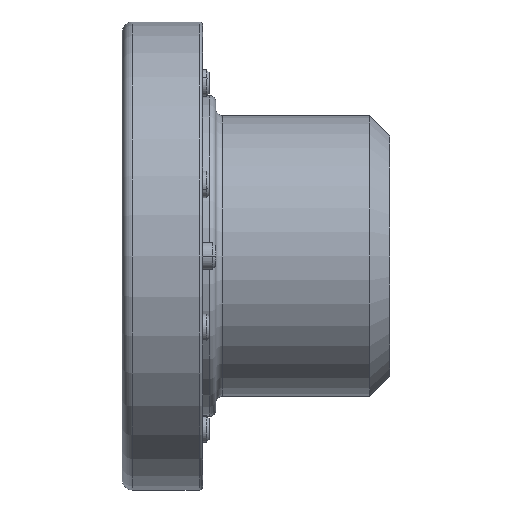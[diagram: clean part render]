
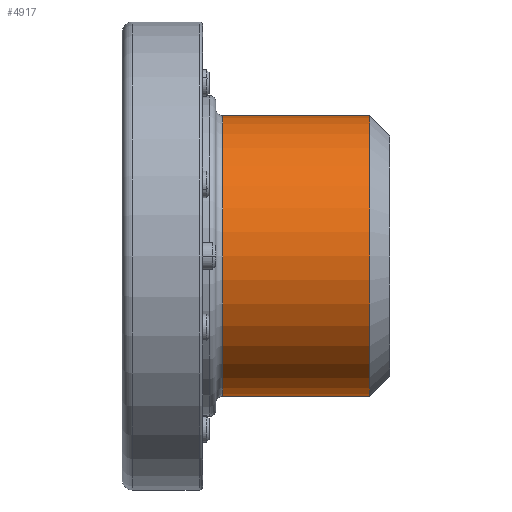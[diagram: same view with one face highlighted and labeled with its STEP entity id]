
A CAD part, left-side view. The second image highlights one B-rep face of the part: STEP entity #4917.
In plain terms, the highlighted cylindrical face has radius 21 mm (diameter 42 mm), a partial arc.
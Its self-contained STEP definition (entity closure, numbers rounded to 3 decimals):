
#652 = VERTEX_POINT ( 'NONE', #3767 ) ;
#812 = EDGE_CURVE ( 'NONE', #3324, #652, #4896, .T. ) ;
#894 = LINE ( 'NONE', #3821, #5392 ) ;
#922 = DIRECTION ( 'NONE',  ( 0., -1., 0. ) ) ;
#1110 = EDGE_CURVE ( 'NONE', #7395, #652, #5867, .T. ) ;
#1500 = CARTESIAN_POINT ( 'NONE',  ( 0., -29., 0. ) ) ;
#1503 = VECTOR ( 'NONE', #922, 1000. ) ;
#1917 = DIRECTION ( 'NONE',  ( 0., -1., 0. ) ) ;
#1943 = FACE_OUTER_BOUND ( 'NONE', #2642, .T. ) ;
#1970 = ORIENTED_EDGE ( 'NONE', *, *, #812, .T. ) ;
#2093 = CARTESIAN_POINT ( 'NONE',  ( 0., 0., 0. ) ) ;
#2189 = EDGE_CURVE ( 'NONE', #7395, #6630, #6595, .T. ) ;
#2642 = EDGE_LOOP ( 'NONE', ( #6188, #5476, #7627, #1970 ) ) ;
#2825 = DIRECTION ( 'NONE',  ( 0., -1., 0. ) ) ;
#3324 = VERTEX_POINT ( 'NONE', #5016 ) ;
#3568 = AXIS2_PLACEMENT_3D ( 'NONE', #7648, #2825, #7555 ) ;
#3767 = CARTESIAN_POINT ( 'NONE',  ( 0., -29., 21. ) ) ;
#3821 = CARTESIAN_POINT ( 'NONE',  ( 0., 0., -21. ) ) ;
#4086 = DIRECTION ( 'NONE',  ( 0., 0., -1. ) ) ;
#4896 = CIRCLE ( 'NONE', #7380, 21. ) ;
#4917 = ADVANCED_FACE ( 'NONE', ( #1943 ), #6309, .T. ) ;
#5016 = CARTESIAN_POINT ( 'NONE',  ( 0., -29., -21. ) ) ;
#5309 = AXIS2_PLACEMENT_3D ( 'NONE', #2093, #6020, #4086 ) ;
#5392 = VECTOR ( 'NONE', #1917, 1000. ) ;
#5476 = ORIENTED_EDGE ( 'NONE', *, *, #2189, .T. ) ;
#5538 = CARTESIAN_POINT ( 'NONE',  ( 0., -7., -21. ) ) ;
#5694 = EDGE_CURVE ( 'NONE', #6630, #3324, #894, .T. ) ;
#5867 = LINE ( 'NONE', #6335, #1503 ) ;
#6020 = DIRECTION ( 'NONE',  ( 0., -1., 0. ) ) ;
#6188 = ORIENTED_EDGE ( 'NONE', *, *, #1110, .F. ) ;
#6202 = DIRECTION ( 'NONE',  ( 0., 1., 0. ) ) ;
#6309 = CYLINDRICAL_SURFACE ( 'NONE', #5309, 21. ) ;
#6335 = CARTESIAN_POINT ( 'NONE',  ( 0., 0., 21. ) ) ;
#6377 = CARTESIAN_POINT ( 'NONE',  ( 0., -7., 21. ) ) ;
#6595 = CIRCLE ( 'NONE', #3568, 21. ) ;
#6630 = VERTEX_POINT ( 'NONE', #5538 ) ;
#6721 = DIRECTION ( 'NONE',  ( 0., 0., -1. ) ) ;
#7380 = AXIS2_PLACEMENT_3D ( 'NONE', #1500, #6202, #6721 ) ;
#7395 = VERTEX_POINT ( 'NONE', #6377 ) ;
#7555 = DIRECTION ( 'NONE',  ( 0., 0., -1. ) ) ;
#7627 = ORIENTED_EDGE ( 'NONE', *, *, #5694, .T. ) ;
#7648 = CARTESIAN_POINT ( 'NONE',  ( 0., -7., 0. ) ) ;
